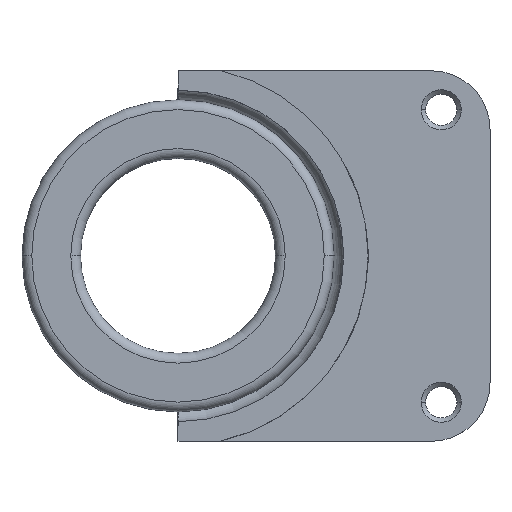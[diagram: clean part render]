
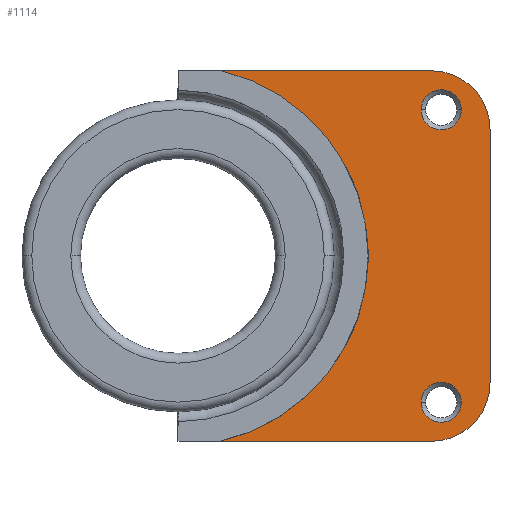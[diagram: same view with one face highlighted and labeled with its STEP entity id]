
A CAD part, top view. The second image highlights one B-rep face of the part: STEP entity #1114.
In plain terms, the highlighted planar face has unit normal (0, 0, 1).
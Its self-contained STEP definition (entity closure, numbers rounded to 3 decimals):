
#34 = VERTEX_POINT ( 'NONE', #331 ) ;
#48 = VERTEX_POINT ( 'NONE', #819 ) ;
#57 = EDGE_CURVE ( 'NONE', #666, #34, #311, .T. ) ;
#100 = CARTESIAN_POINT ( 'NONE',  ( -1.475, 7.5, 2. ) ) ;
#107 = CIRCLE ( 'NONE', #1325, 1.025 ) ;
#121 = VERTEX_POINT ( 'NONE', #468 ) ;
#134 = DIRECTION ( 'NONE',  ( 1., 0., 0. ) ) ;
#140 = CIRCLE ( 'NONE', #1297, 1.025 ) ;
#150 = EDGE_CURVE ( 'NONE', #48, #713, #708, .T. ) ;
#153 = CARTESIAN_POINT ( 'NONE',  ( -3., -9.5, 2. ) ) ;
#167 = VECTOR ( 'NONE', #991, 1000. ) ;
#173 = AXIS2_PLACEMENT_3D ( 'NONE', #265, #509, #134 ) ;
#198 = EDGE_CURVE ( 'NONE', #1315, #1516, #224, .T. ) ;
#201 = DIRECTION ( 'NONE',  ( 1., 0., 0. ) ) ;
#204 = EDGE_LOOP ( 'NONE', ( #1323, #1393 ) ) ;
#213 = EDGE_LOOP ( 'NONE', ( #1409, #691, #486, #548, #497, #995, #1501 ) ) ;
#215 = CARTESIAN_POINT ( 'NONE',  ( -16., 0., 2. ) ) ;
#217 = CARTESIAN_POINT ( 'NONE',  ( -3., -6.5, 2. ) ) ;
#224 = LINE ( 'NONE', #1199, #1442 ) ;
#245 = LINE ( 'NONE', #1221, #167 ) ;
#248 = VERTEX_POINT ( 'NONE', #1208 ) ;
#265 = CARTESIAN_POINT ( 'NONE',  ( -16., 0., 2. ) ) ;
#267 = EDGE_LOOP ( 'NONE', ( #1149, #789 ) ) ;
#311 = CIRCLE ( 'NONE', #551, 9.75 ) ;
#331 = CARTESIAN_POINT ( 'NONE',  ( -13.806, -9.5, 2. ) ) ;
#336 = DIRECTION ( 'NONE',  ( 0., 0., 1. ) ) ;
#343 = CARTESIAN_POINT ( 'NONE',  ( -3., 6.5, 2. ) ) ;
#367 = DIRECTION ( 'NONE',  ( 1., 0., 0. ) ) ;
#372 = DIRECTION ( 'NONE',  ( 0., 0., 1. ) ) ;
#390 = VERTEX_POINT ( 'NONE', #764 ) ;
#403 = VERTEX_POINT ( 'NONE', #873 ) ;
#436 = DIRECTION ( 'NONE',  ( 0., 0., 1. ) ) ;
#468 = CARTESIAN_POINT ( 'NONE',  ( -3.525, -7.5, 2. ) ) ;
#486 = ORIENTED_EDGE ( 'NONE', *, *, #198, .T. ) ;
#497 = ORIENTED_EDGE ( 'NONE', *, *, #1052, .T. ) ;
#509 = DIRECTION ( 'NONE',  ( 0., 0., -1. ) ) ;
#510 = AXIS2_PLACEMENT_3D ( 'NONE', #343, #1289, #822 ) ;
#515 = EDGE_CURVE ( 'NONE', #1469, #1315, #845, .T. ) ;
#518 = FACE_BOUND ( 'NONE', #204, .T. ) ;
#548 = ORIENTED_EDGE ( 'NONE', *, *, #561, .T. ) ;
#551 = AXIS2_PLACEMENT_3D ( 'NONE', #215, #704, #1508 ) ;
#561 = EDGE_CURVE ( 'NONE', #1516, #248, #682, .T. ) ;
#577 = CARTESIAN_POINT ( 'NONE',  ( -2.5, -7.5, 2. ) ) ;
#616 = DIRECTION ( 'NONE',  ( 0., 0., 1. ) ) ;
#624 = AXIS2_PLACEMENT_3D ( 'NONE', #217, #336, #201 ) ;
#662 = CARTESIAN_POINT ( 'NONE',  ( -16., 0., 2. ) ) ;
#666 = VERTEX_POINT ( 'NONE', #924 ) ;
#682 = CIRCLE ( 'NONE', #510, 3. ) ;
#691 = ORIENTED_EDGE ( 'NONE', *, *, #515, .T. ) ;
#695 = EDGE_CURVE ( 'NONE', #713, #48, #140, .T. ) ;
#696 = DIRECTION ( 'NONE',  ( 1., 0., 0. ) ) ;
#704 = DIRECTION ( 'NONE',  ( 0., 0., -1. ) ) ;
#708 = CIRCLE ( 'NONE', #1207, 1.025 ) ;
#713 = VERTEX_POINT ( 'NONE', #100 ) ;
#722 = DIRECTION ( 'NONE',  ( 1., 0., 0. ) ) ;
#743 = LINE ( 'NONE', #796, #1287 ) ;
#748 = EDGE_CURVE ( 'NONE', #121, #390, #107, .T. ) ;
#764 = CARTESIAN_POINT ( 'NONE',  ( -1.475, -7.5, 2. ) ) ;
#784 = DIRECTION ( 'NONE',  ( 1., 0., 0. ) ) ;
#789 = ORIENTED_EDGE ( 'NONE', *, *, #150, .F. ) ;
#796 = CARTESIAN_POINT ( 'NONE',  ( -16., 9.5, 2. ) ) ;
#819 = CARTESIAN_POINT ( 'NONE',  ( -3.525, 7.5, 2. ) ) ;
#822 = DIRECTION ( 'NONE',  ( 1., 0., 0. ) ) ;
#825 = EDGE_CURVE ( 'NONE', #34, #1469, #245, .T. ) ;
#845 = CIRCLE ( 'NONE', #624, 3. ) ;
#852 = FACE_OUTER_BOUND ( 'NONE', #213, .T. ) ;
#873 = CARTESIAN_POINT ( 'NONE',  ( -13.806, 9.5, 2. ) ) ;
#924 = CARTESIAN_POINT ( 'NONE',  ( -6.25, 0., 2. ) ) ;
#940 = DIRECTION ( 'NONE',  ( 0., 0., 1. ) ) ;
#943 = CARTESIAN_POINT ( 'NONE',  ( -2.5, 7.5, 2. ) ) ;
#991 = DIRECTION ( 'NONE',  ( 1., 0., 0. ) ) ;
#995 = ORIENTED_EDGE ( 'NONE', *, *, #1435, .T. ) ;
#1033 = DIRECTION ( 'NONE',  ( -1., 0., 0. ) ) ;
#1051 = CARTESIAN_POINT ( 'NONE',  ( -2.5, 7.5, 2. ) ) ;
#1052 = EDGE_CURVE ( 'NONE', #248, #403, #743, .T. ) ;
#1114 = ADVANCED_FACE ( 'NONE', ( #1195, #518, #852 ), #1138, .T. ) ;
#1128 = EDGE_CURVE ( 'NONE', #390, #121, #1288, .T. ) ;
#1138 = PLANE ( 'NONE',  #1448 ) ;
#1149 = ORIENTED_EDGE ( 'NONE', *, *, #695, .F. ) ;
#1184 = CARTESIAN_POINT ( 'NONE',  ( -2.5, -7.5, 2. ) ) ;
#1195 = FACE_BOUND ( 'NONE', #267, .T. ) ;
#1199 = CARTESIAN_POINT ( 'NONE',  ( 0., 9.5, 2. ) ) ;
#1207 = AXIS2_PLACEMENT_3D ( 'NONE', #1051, #940, #367 ) ;
#1208 = CARTESIAN_POINT ( 'NONE',  ( -3., 9.5, 2. ) ) ;
#1221 = CARTESIAN_POINT ( 'NONE',  ( -16., -9.5, 2. ) ) ;
#1237 = CIRCLE ( 'NONE', #173, 9.75 ) ;
#1287 = VECTOR ( 'NONE', #1033, 1000. ) ;
#1288 = CIRCLE ( 'NONE', #1374, 1.025 ) ;
#1289 = DIRECTION ( 'NONE',  ( 0., 0., 1. ) ) ;
#1297 = AXIS2_PLACEMENT_3D ( 'NONE', #943, #372, #722 ) ;
#1301 = DIRECTION ( 'NONE',  ( 1., 0., 0. ) ) ;
#1314 = DIRECTION ( 'NONE',  ( 0., 1., 0. ) ) ;
#1315 = VERTEX_POINT ( 'NONE', #1405 ) ;
#1323 = ORIENTED_EDGE ( 'NONE', *, *, #1128, .F. ) ;
#1325 = AXIS2_PLACEMENT_3D ( 'NONE', #1184, #616, #1301 ) ;
#1339 = CARTESIAN_POINT ( 'NONE',  ( 0., 6.5, 2. ) ) ;
#1374 = AXIS2_PLACEMENT_3D ( 'NONE', #577, #1512, #696 ) ;
#1393 = ORIENTED_EDGE ( 'NONE', *, *, #748, .F. ) ;
#1405 = CARTESIAN_POINT ( 'NONE',  ( 0., -6.5, 2. ) ) ;
#1409 = ORIENTED_EDGE ( 'NONE', *, *, #825, .T. ) ;
#1435 = EDGE_CURVE ( 'NONE', #403, #666, #1237, .T. ) ;
#1442 = VECTOR ( 'NONE', #1314, 1000. ) ;
#1448 = AXIS2_PLACEMENT_3D ( 'NONE', #662, #436, #784 ) ;
#1469 = VERTEX_POINT ( 'NONE', #153 ) ;
#1501 = ORIENTED_EDGE ( 'NONE', *, *, #57, .T. ) ;
#1508 = DIRECTION ( 'NONE',  ( 1., 0., 0. ) ) ;
#1512 = DIRECTION ( 'NONE',  ( 0., 0., 1. ) ) ;
#1516 = VERTEX_POINT ( 'NONE', #1339 ) ;
